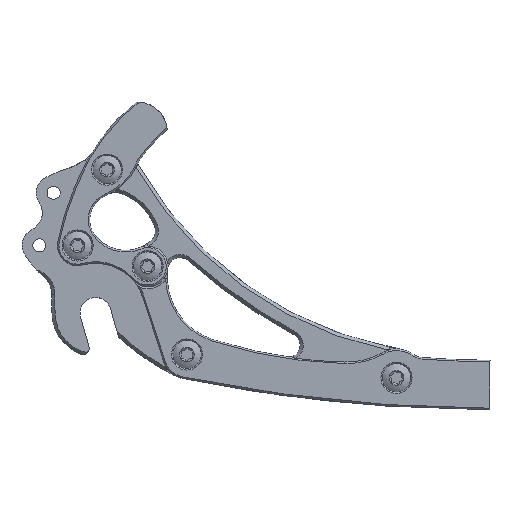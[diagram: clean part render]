
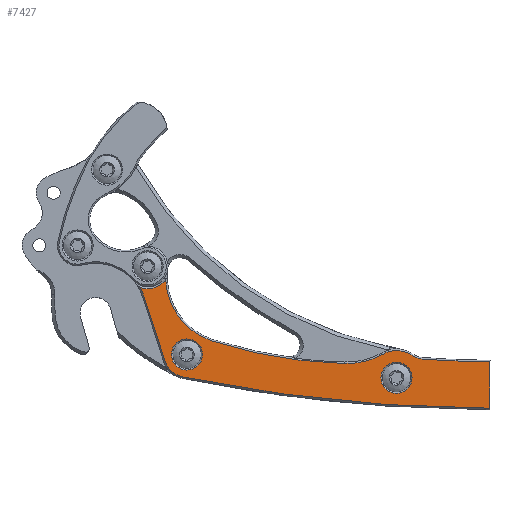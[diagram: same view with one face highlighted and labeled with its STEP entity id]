
A CAD part, top view. The second image highlights one B-rep face of the part: STEP entity #7427.
In plain terms, the highlighted planar face has unit normal (0, 0, 1).
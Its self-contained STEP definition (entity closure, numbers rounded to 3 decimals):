
#335 = ORIENTED_EDGE ( 'NONE', *, *, #5582, .F. ) ;
#337 = ORIENTED_EDGE ( 'NONE', *, *, #5583, .F. ) ;
#366 = ORIENTED_EDGE ( 'NONE', *, *, #5578, .F. ) ;
#367 = ORIENTED_EDGE ( 'NONE', *, *, #5579, .F. ) ;
#370 = ORIENTED_EDGE ( 'NONE', *, *, #5581, .F. ) ;
#390 = ORIENTED_EDGE ( 'NONE', *, *, #5580, .F. ) ;
#1292 = AXIS2_PLACEMENT_3D ( 'NONE', #2363, #2364, #2365 ) ;
#1293 = AXIS2_PLACEMENT_3D ( 'NONE', #2366, #2367, #2368 ) ;
#1294 = AXIS2_PLACEMENT_3D ( 'NONE', #2370, #2371, #2372 ) ;
#1295 = AXIS2_PLACEMENT_3D ( 'NONE', #2373, #2374, #2375 ) ;
#1296 = AXIS2_PLACEMENT_3D ( 'NONE', #2376, #2377, #2378 ) ;
#1297 = AXIS2_PLACEMENT_3D ( 'NONE', #2379, #2380, #2381 ) ;
#1298 = AXIS2_PLACEMENT_3D ( 'NONE', #2383, #2384, #2385 ) ;
#1299 = AXIS2_PLACEMENT_3D ( 'NONE', #2386, #2387, #2388 ) ;
#1300 = AXIS2_PLACEMENT_3D ( 'NONE', #2390, #2391, #2392 ) ;
#1301 = AXIS2_PLACEMENT_3D ( 'NONE', #2393, #2394, #2395 ) ;
#1302 = AXIS2_PLACEMENT_3D ( 'NONE', #2396, #2397, #2398 ) ;
#1303 = AXIS2_PLACEMENT_3D ( 'NONE', #2399, #2400, #2401 ) ;
#2362 = CARTESIAN_POINT ( 'NONE',  ( 126.85, -15.152, 6. ) ) ;
#2363 = CARTESIAN_POINT ( 'NONE',  ( 29.402, -13.315, 6. ) ) ;
#2364 = DIRECTION ( 'NONE',  ( 0., 0., -1. ) ) ;
#2365 = DIRECTION ( 'NONE',  ( -1., 0., 0. ) ) ;
#2366 = CARTESIAN_POINT ( 'NONE',  ( 96.772, -20.832, 6. ) ) ;
#2367 = DIRECTION ( 'NONE',  ( 0., 0., -1. ) ) ;
#2368 = DIRECTION ( 'NONE',  ( -1., 0., 0. ) ) ;
#2369 = DIRECTION ( 'NONE',  ( 0.002, 1., 0. ) ) ;
#2370 = CARTESIAN_POINT ( 'NONE',  ( 128.01, 284.846, 6. ) ) ;
#2371 = DIRECTION ( 'NONE',  ( 0., 0., 1. ) ) ;
#2372 = DIRECTION ( 'NONE',  ( 1., 0., 0. ) ) ;
#2373 = CARTESIAN_POINT ( 'NONE',  ( 105.5, -8.291, 6. ) ) ;
#2374 = DIRECTION ( 'NONE',  ( 0., 0., 1. ) ) ;
#2375 = DIRECTION ( 'NONE',  ( 1., 0., 0. ) ) ;
#2376 = CARTESIAN_POINT ( 'NONE',  ( 96.772, -20.832, 6. ) ) ;
#2377 = DIRECTION ( 'NONE',  ( 0., 0., -1. ) ) ;
#2378 = DIRECTION ( 'NONE',  ( 1., 0., 0. ) ) ;
#2379 = CARTESIAN_POINT ( 'NONE',  ( 80.725, 7.798, 6. ) ) ;
#2380 = DIRECTION ( 'NONE',  ( 0., 0., 1. ) ) ;
#2381 = DIRECTION ( 'NONE',  ( 1., 0., 0. ) ) ;
#2382 = CARTESIAN_POINT ( 'NONE',  ( 15.692, 5.099, 6. ) ) ;
#2383 = CARTESIAN_POINT ( 'NONE',  ( 83.829, 134.219, 6. ) ) ;
#2384 = DIRECTION ( 'NONE',  ( 0., 0., 1. ) ) ;
#2385 = DIRECTION ( 'NONE',  ( 1., 0., 0. ) ) ;
#2386 = CARTESIAN_POINT ( 'NONE',  ( 44.273, 11.692, 6. ) ) ;
#2387 = DIRECTION ( 'NONE',  ( 0., 0., 1. ) ) ;
#2388 = DIRECTION ( 'NONE',  ( 1., 0., 0. ) ) ;
#2389 = DIRECTION ( 'NONE',  ( -0.309, 0.951, 0. ) ) ;
#2390 = CARTESIAN_POINT ( 'NONE',  ( 16.73, 15.045, 6. ) ) ;
#2391 = DIRECTION ( 'NONE',  ( 0., 0., 1. ) ) ;
#2392 = DIRECTION ( 'NONE',  ( 1., 0., 0. ) ) ;
#2393 = CARTESIAN_POINT ( 'NONE',  ( 0., 0., 6. ) ) ;
#2394 = DIRECTION ( 'NONE',  ( 0., 0., 1. ) ) ;
#2395 = DIRECTION ( 'NONE',  ( 1., 0., 0. ) ) ;
#2396 = CARTESIAN_POINT ( 'NONE',  ( 29.402, -13.315, 6. ) ) ;
#2397 = DIRECTION ( 'NONE',  ( 0., 0., -1. ) ) ;
#2398 = DIRECTION ( 'NONE',  ( 1., 0., 0. ) ) ;
#2399 = CARTESIAN_POINT ( 'NONE',  ( 127.748, 468.91, 6. ) ) ;
#2400 = DIRECTION ( 'NONE',  ( 0., 0., -1. ) ) ;
#2401 = DIRECTION ( 'NONE',  ( 1., 0., 0. ) ) ;
#2565 = CIRCLE ( 'NONE', #1292, 5. ) ;
#2566 = CIRCLE ( 'NONE', #1294, 300.5 ) ;
#2568 = LINE ( 'NONE', #2362, #2572 ) ;
#2569 = CIRCLE ( 'NONE', #1295, 6.5 ) ;
#2570 = CIRCLE ( 'NONE', #1293, 5. ) ;
#2571 = CIRCLE ( 'NONE', #1297, 24.041 ) ;
#2572 = VECTOR ( 'NONE', #2369, 1000. ) ;
#2573 = CIRCLE ( 'NONE', #1296, 8.78 ) ;
#2574 = CIRCLE ( 'NONE', #1298, 150.5 ) ;
#2575 = CIRCLE ( 'NONE', #1299, 21.747 ) ;
#2576 = CIRCLE ( 'NONE', #1301, 16.5 ) ;
#2577 = CIRCLE ( 'NONE', #1300, 7.254 ) ;
#2578 = CIRCLE ( 'NONE', #1302, 7.349 ) ;
#2579 = LINE ( 'NONE', #2382, #2581 ) ;
#2580 = CIRCLE ( 'NONE', #1303, 499.5 ) ;
#2581 = VECTOR ( 'NONE', #2389, 1000. ) ;
#2992 = FACE_OUTER_BOUND ( 'NONE', #4025, .T. ) ;
#2996 = FACE_BOUND ( 'NONE', #4102, .T. ) ;
#3000 = FACE_BOUND ( 'NONE', #4091, .T. ) ;
#3247 = CARTESIAN_POINT ( 'NONE',  ( 15.692, 5.099, 6. ) ) ;
#3253 = CARTESIAN_POINT ( 'NONE',  ( 22.549, 10.713, 6. ) ) ;
#3276 = CARTESIAN_POINT ( 'NONE',  ( 27.934, -20.516, 6. ) ) ;
#3282 = CARTESIAN_POINT ( 'NONE',  ( 22.413, -15.586, 6. ) ) ;
#3285 = CARTESIAN_POINT ( 'NONE',  ( 14.315, 8.205, 6. ) ) ;
#3302 = VERTEX_POINT ( 'NONE', #3247 ) ;
#3315 = VERTEX_POINT ( 'NONE', #3253 ) ;
#3350 = VERTEX_POINT ( 'NONE', #3276 ) ;
#3357 = VERTEX_POINT ( 'NONE', #3282 ) ;
#3360 = VERTEX_POINT ( 'NONE', #3285 ) ;
#3370 = VERTEX_POINT ( 'NONE', #6822 ) ;
#3391 = VERTEX_POINT ( 'NONE', #6843 ) ;
#3403 = VERTEX_POINT ( 'NONE', #6855 ) ;
#3408 = VERTEX_POINT ( 'NONE', #6860 ) ;
#3642 = DIRECTION ( 'NONE',  ( 0., 0., -1. ) ) ;
#3644 = CARTESIAN_POINT ( 'NONE',  ( 80.905, 3.918, 6. ) ) ;
#3646 = PLANE ( 'NONE',  #7146 ) ;
#3647 = DIRECTION ( 'NONE',  ( 1., 0., 0. ) ) ;
#3858 = CARTESIAN_POINT ( 'NONE',  ( 126.821, -30.589, 6. ) ) ;
#3865 = CARTESIAN_POINT ( 'NONE',  ( 37.592, -9.002, 6. ) ) ;
#3939 = CARTESIAN_POINT ( 'NONE',  ( 80.135, -16.235, 6. ) ) ;
#3995 = CARTESIAN_POINT ( 'NONE',  ( 24.402, -13.315, 6. ) ) ;
#3996 = CARTESIAN_POINT ( 'NONE',  ( 91.772, -20.832, 6. ) ) ;
#4025 = EDGE_LOOP ( 'NONE', ( #6725, #6728, #6731, #6734, #366, #367, #390, #370, #335, #337, #7837, #7729 ) ) ;
#4091 = EDGE_LOOP ( 'NONE', ( #6722 ) ) ;
#4102 = EDGE_LOOP ( 'NONE', ( #6719 ) ) ;
#5572 = EDGE_CURVE ( 'NONE', #6047, #6047, #2565, .T. ) ;
#5573 = EDGE_CURVE ( 'NONE', #6048, #6048, #2570, .T. ) ;
#5574 = EDGE_CURVE ( 'NONE', #7580, #3370, #2568, .T. ) ;
#5575 = EDGE_CURVE ( 'NONE', #3391, #3370, #2566, .T. ) ;
#5576 = EDGE_CURVE ( 'NONE', #3408, #3391, #2569, .T. ) ;
#5577 = EDGE_CURVE ( 'NONE', #3403, #3408, #2573, .T. ) ;
#5578 = EDGE_CURVE ( 'NONE', #7714, #3403, #2571, .T. ) ;
#5579 = EDGE_CURVE ( 'NONE', #7602, #7714, #2574, .T. ) ;
#5580 = EDGE_CURVE ( 'NONE', #3315, #7602, #2575, .T. ) ;
#5581 = EDGE_CURVE ( 'NONE', #3360, #3315, #2577, .T. ) ;
#5582 = EDGE_CURVE ( 'NONE', #3302, #3360, #2576, .T. ) ;
#5583 = EDGE_CURVE ( 'NONE', #3357, #3302, #2579, .T. ) ;
#5584 = EDGE_CURVE ( 'NONE', #3350, #3357, #2578, .T. ) ;
#5585 = EDGE_CURVE ( 'NONE', #7580, #3350, #2580, .T. ) ;
#6047 = VERTEX_POINT ( 'NONE', #3995 ) ;
#6048 = VERTEX_POINT ( 'NONE', #3996 ) ;
#6719 = ORIENTED_EDGE ( 'NONE', *, *, #5572, .T. ) ;
#6722 = ORIENTED_EDGE ( 'NONE', *, *, #5573, .T. ) ;
#6725 = ORIENTED_EDGE ( 'NONE', *, *, #5574, .T. ) ;
#6728 = ORIENTED_EDGE ( 'NONE', *, *, #5575, .F. ) ;
#6731 = ORIENTED_EDGE ( 'NONE', *, *, #5576, .F. ) ;
#6734 = ORIENTED_EDGE ( 'NONE', *, *, #5577, .F. ) ;
#6822 = CARTESIAN_POINT ( 'NONE',  ( 126.849, -15.652, 6. ) ) ;
#6843 = CARTESIAN_POINT ( 'NONE',  ( 105.003, -14.772, 6. ) ) ;
#6855 = CARTESIAN_POINT ( 'NONE',  ( 92.479, -13.173, 6. ) ) ;
#6860 = CARTESIAN_POINT ( 'NONE',  ( 101.787, -13.626, 6. ) ) ;
#7146 = AXIS2_PLACEMENT_3D ( 'NONE', #3644, #3642, #3647 ) ;
#7427 = ADVANCED_FACE ( 'NONE', ( #2996, #3000, #2992 ), #3646, .F. ) ;
#7580 = VERTEX_POINT ( 'NONE', #3858 ) ;
#7602 = VERTEX_POINT ( 'NONE', #3865 ) ;
#7714 = VERTEX_POINT ( 'NONE', #3939 ) ;
#7729 = ORIENTED_EDGE ( 'NONE', *, *, #5585, .F. ) ;
#7837 = ORIENTED_EDGE ( 'NONE', *, *, #5584, .F. ) ;
